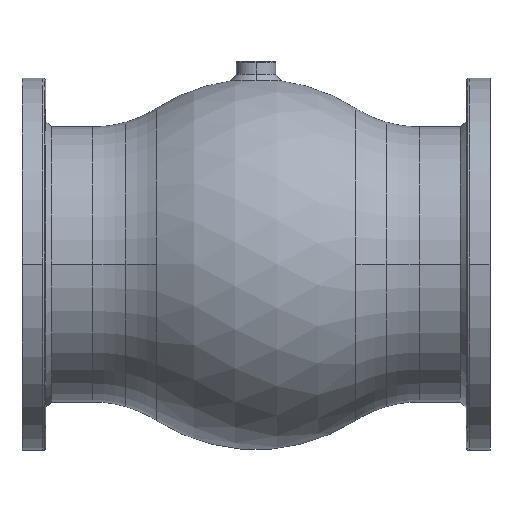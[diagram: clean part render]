
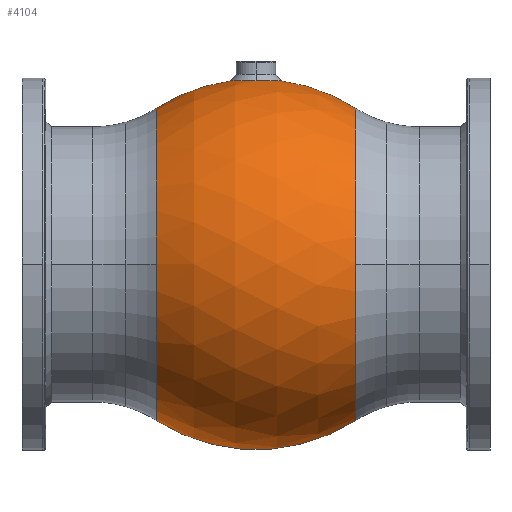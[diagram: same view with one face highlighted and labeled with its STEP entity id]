
A CAD part, top view. The second image highlights one B-rep face of the part: STEP entity #4104.
In plain terms, the highlighted spherical face has radius 94 mm.
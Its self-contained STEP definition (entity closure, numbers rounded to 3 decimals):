
#1073=CARTESIAN_POINT('',(0.,0.,0.));
#1074=DIRECTION('',(0.,0.,1.));
#1075=DIRECTION('',(-0.538,-0.843,0.));
#1076=AXIS2_PLACEMENT_3D('',#1073,#1074,#1075);
#1088=CARTESIAN_POINT('',(0.,0.,0.));
#1089=DIRECTION('',(0.,0.,-1.));
#1090=DIRECTION('',(0.137,0.991,0.));
#1091=AXIS2_PLACEMENT_3D('',#1088,#1089,#1090);
#1103=CARTESIAN_POINT('',(0.,0.,0.));
#1104=DIRECTION('',(0.,0.,-1.));
#1105=DIRECTION('',(-0.538,0.843,0.));
#1106=AXIS2_PLACEMENT_3D('',#1103,#1104,#1105);
#1108=CARTESIAN_POINT('',(-50.537,0.,0.));
#1109=DIRECTION('',(-1.,0.,0.));
#1110=DIRECTION('',(0.,0.,1.));
#1111=AXIS2_PLACEMENT_3D('',#1108,#1109,#1110);
#1123=CARTESIAN_POINT('',(0.,93.113,0.));
#1124=DIRECTION('',(0.,-1.,0.));
#1125=DIRECTION('',(0.,0.,1.));
#1126=AXIS2_PLACEMENT_3D('',#1123,#1124,#1125);
#1128=CARTESIAN_POINT('',(0.,93.113,0.));
#1129=DIRECTION('',(0.,-1.,0.));
#1130=DIRECTION('',(1.,0.,0.));
#1131=AXIS2_PLACEMENT_3D('',#1128,#1129,#1130);
#1133=CARTESIAN_POINT('',(50.537,0.,0.));
#1134=DIRECTION('',(-1.,0.,0.));
#1135=DIRECTION('',(0.,0.,1.));
#1136=AXIS2_PLACEMENT_3D('',#1133,#1134,#1135);
#1138=CARTESIAN_POINT('',(50.537,0.,0.));
#1139=DIRECTION('',(-1.,0.,0.));
#1140=DIRECTION('',(0.,-1.,0.));
#1141=AXIS2_PLACEMENT_3D('',#1138,#1139,#1140);
#2052=CARTESIAN_POINT('',(-50.537,0.,0.));
#2053=DIRECTION('',(-1.,0.,0.));
#2054=DIRECTION('',(0.,-1.,0.));
#2055=AXIS2_PLACEMENT_3D('',#2052,#2053,#2054);
#2467=CARTESIAN_POINT('',(-50.537,79.259,
0.));
#2468=CARTESIAN_POINT('',(-12.881,93.113,
0.));
#2469=VERTEX_POINT('',#2467);
#2470=VERTEX_POINT('',#2468);
#2471=CARTESIAN_POINT('',(12.881,93.113,
0.));
#2472=CARTESIAN_POINT('',(50.537,79.259,
0.));
#2473=VERTEX_POINT('',#2471);
#2474=VERTEX_POINT('',#2472);
#2475=CARTESIAN_POINT('',(-50.537,-79.259,0.));
#2476=CARTESIAN_POINT('',(50.537,-79.259,0.));
#2477=VERTEX_POINT('',#2475);
#2478=VERTEX_POINT('',#2476);
#2483=CARTESIAN_POINT('',(-50.537,0.,
79.259));
#2484=VERTEX_POINT('',#2483);
#2631=CARTESIAN_POINT('',(50.537,0.,
79.259));
#2632=VERTEX_POINT('',#2631);
#2641=CARTESIAN_POINT('',(0.,93.113,
12.881));
#2642=VERTEX_POINT('',#2641);
#4084=CARTESIAN_POINT('',(0.,0.,0.));
#4085=DIRECTION('',(1.,0.,0.));
#4086=DIRECTION('',(0.,1.,0.));
#4087=AXIS2_PLACEMENT_3D('',#4084,#4085,#4086);
#4088=SPHERICAL_SURFACE('',#4087,94.);
#4089=ORIENTED_EDGE('',*,*,#4072,.T.);
#4090=ORIENTED_EDGE('',*,*,#4062,.T.);
#4091=ORIENTED_EDGE('',*,*,#4037,.F.);
#4093=ORIENTED_EDGE('',*,*,#4092,.F.);
#4094=ORIENTED_EDGE('',*,*,#4057,.T.);
#4096=ORIENTED_EDGE('',*,*,#4095,.F.);
#4098=ORIENTED_EDGE('',*,*,#4097,.F.);
#4099=ORIENTED_EDGE('',*,*,#4051,.F.);
#4101=ORIENTED_EDGE('',*,*,#4100,.T.);
#4102=EDGE_LOOP('',(#4089,#4090,#4091,#4093,#4094,#4096,#4098,#4099,#4101));
#4103=FACE_OUTER_BOUND('',#4102,.F.);
#4104=ADVANCED_FACE('',(#4103),#4088,.T.);
#1077=CIRCLE('',#1076,94.);
#1092=CIRCLE('',#1091,94.);
#1107=CIRCLE('',#1106,94.);
#1112=CIRCLE('',#1111,79.259);
#1127=CIRCLE('',#1126,12.881);
#1132=CIRCLE('',#1131,12.881);
#1137=CIRCLE('',#1136,79.259);
#1142=CIRCLE('',#1141,79.259);
#2056=CIRCLE('',#2055,79.259);
#4037=EDGE_CURVE('',#2642,#2470,#1127,.T.);
#4051=EDGE_CURVE('',#2477,#2478,#1077,.T.);
#4057=EDGE_CURVE('',#2473,#2474,#1092,.T.);
#4062=EDGE_CURVE('',#2469,#2470,#1107,.T.);
#4072=EDGE_CURVE('',#2484,#2469,#1112,.T.);
#4092=EDGE_CURVE('',#2473,#2642,#1132,.T.);
#4095=EDGE_CURVE('',#2632,#2474,#1137,.T.);
#4097=EDGE_CURVE('',#2478,#2632,#1142,.T.);
#4100=EDGE_CURVE('',#2477,#2484,#2056,.T.);
